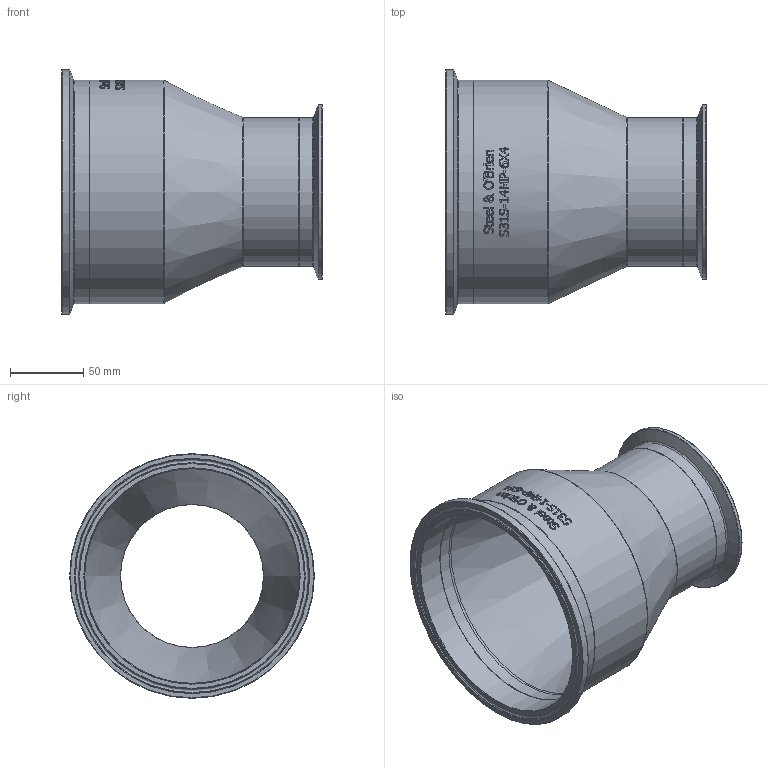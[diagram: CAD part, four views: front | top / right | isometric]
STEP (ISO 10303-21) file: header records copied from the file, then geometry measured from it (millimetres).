
FILE_DESCRIPTION(/* description */ (''),/* implementation_level */ '2;1');
FILE_NAME(/* name */ 'S31S-14MP-6X4.stp',/* time_stamp */ '2018-11-29T10:47:46-05:00',/* author */ ('rick'),/* organization */ (''),/* preprocessor_version */ 'ST-DEVELOPER v15.2',/* originating_system */ 'Autodesk Inventor 2014',/* authorisation */ '');
FILE_SCHEMA (('AUTOMOTIVE_DESIGN { 1 0 10303 214 3 1 1 }'));
Length unit declared in the file: inch
Products named in the file (1): S31S-14MP-6X4
Bounding box: 177.8 x 166.88 x 166.88 mm (x, y, z)
Volume: 436847.9 mm3; surface area: 156647 mm2
Topology: 1 solids, 1 shells, 473 faces, 1250 edges, 820 vertices
Faces by surface type: bspline 199, plane 191, cylinder 49, torus 26, cone 8
Full cylindrical faces by diameter (mm): 97.384 x2, 101.6 x2, 118.923 x1, 146.863 x2, 152.4 x2, 166.878 x1
Entity records: 17999 total; most frequent: CARTESIAN_POINT 7456, ORIENTED_EDGE 2412, DIRECTION 1626, EDGE_CURVE 1206, VERTEX_POINT 820, EDGE_LOOP 560, AXIS2_PLACEMENT_3D 543, LINE 540
